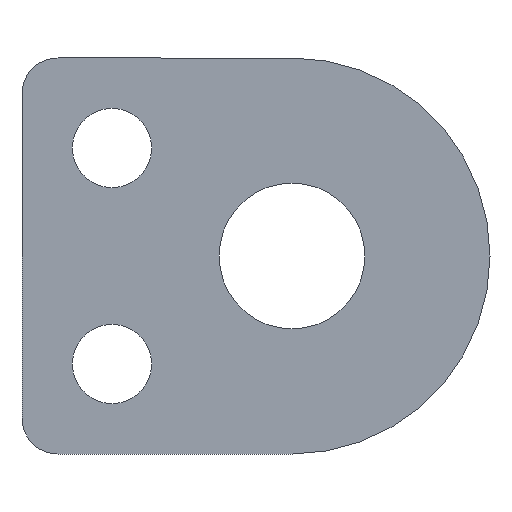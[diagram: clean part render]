
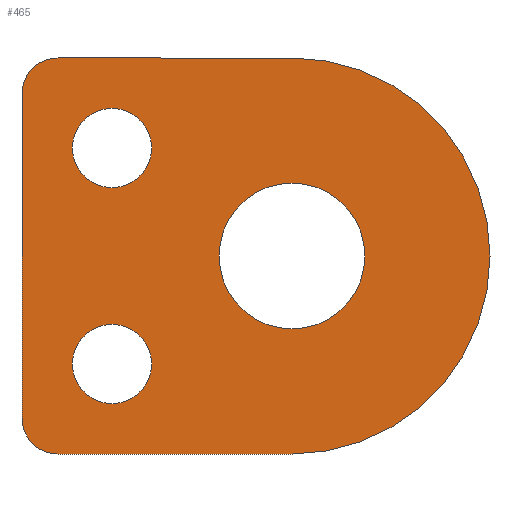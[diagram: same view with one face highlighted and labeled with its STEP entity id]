
A CAD part, left-side view. The second image highlights one B-rep face of the part: STEP entity #465.
In plain terms, the highlighted planar face has unit normal (-1, 0, 0).
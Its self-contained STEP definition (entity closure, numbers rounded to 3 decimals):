
#3 = CARTESIAN_POINT ( 'NONE',  ( 0., 0., 0. ) ) ;
#7 = VERTEX_POINT ( 'NONE', #338 ) ;
#10 = DIRECTION ( 'NONE',  ( 0., 0., 1. ) ) ;
#13 = AXIS2_PLACEMENT_3D ( 'NONE', #185, #221, #451 ) ;
#14 = CARTESIAN_POINT ( 'NONE',  ( 0., 10., -6. ) ) ;
#19 = CARTESIAN_POINT ( 'NONE',  ( 0., 10., -8.2 ) ) ;
#24 = CIRCLE ( 'NONE', #461, 2.2 ) ;
#40 = CIRCLE ( 'NONE', #256, 4.05 ) ;
#43 = DIRECTION ( 'NONE',  ( 1., 0., 0. ) ) ;
#52 = ORIENTED_EDGE ( 'NONE', *, *, #118, .T. ) ;
#53 = AXIS2_PLACEMENT_3D ( 'NONE', #402, #206, #207 ) ;
#57 = CARTESIAN_POINT ( 'NONE',  ( 0., 10., -3.8 ) ) ;
#58 = DIRECTION ( 'NONE',  ( -1., 0., 0. ) ) ;
#60 = CIRCLE ( 'NONE', #354, 2.2 ) ;
#71 = DIRECTION ( 'NONE',  ( 0., 0., 1. ) ) ;
#73 = DIRECTION ( 'NONE',  ( 0., 0., -1. ) ) ;
#74 = CIRCLE ( 'NONE', #148, 4.05 ) ;
#75 = VERTEX_POINT ( 'NONE', #112 ) ;
#78 = CARTESIAN_POINT ( 'NONE',  ( 0., 10., 6. ) ) ;
#80 = FACE_BOUND ( 'NONE', #130, .T. ) ;
#81 = ORIENTED_EDGE ( 'NONE', *, *, #273, .F. ) ;
#87 = DIRECTION ( 'NONE',  ( 0., 1., 0. ) ) ;
#97 = CARTESIAN_POINT ( 'NONE',  ( 0., 0., 4.05 ) ) ;
#108 = PLANE ( 'NONE',  #13 ) ;
#109 = EDGE_CURVE ( 'NONE', #232, #180, #412, .T. ) ;
#112 = CARTESIAN_POINT ( 'NONE',  ( 0., 13., 11. ) ) ;
#114 = DIRECTION ( 'NONE',  ( -1., 0., 0. ) ) ;
#118 = EDGE_CURVE ( 'NONE', #353, #390, #74, .T. ) ;
#121 = EDGE_CURVE ( 'NONE', #7, #234, #203, .T. ) ;
#129 = VECTOR ( 'NONE', #87, 1000. ) ;
#130 = EDGE_LOOP ( 'NONE', ( #425, #297 ) ) ;
#132 = CARTESIAN_POINT ( 'NONE',  ( 0., 0., -4.05 ) ) ;
#136 = VERTEX_POINT ( 'NONE', #396 ) ;
#142 = EDGE_CURVE ( 'NONE', #390, #353, #40, .T. ) ;
#143 = EDGE_CURVE ( 'NONE', #444, #179, #277, .T. ) ;
#148 = AXIS2_PLACEMENT_3D ( 'NONE', #3, #43, #321 ) ;
#149 = ORIENTED_EDGE ( 'NONE', *, *, #142, .T. ) ;
#163 = EDGE_CURVE ( 'NONE', #335, #343, #365, .T. ) ;
#165 = FACE_BOUND ( 'NONE', #340, .T. ) ;
#178 = DIRECTION ( 'NONE',  ( -1., 0., 0. ) ) ;
#179 = VERTEX_POINT ( 'NONE', #248 ) ;
#180 = VERTEX_POINT ( 'NONE', #468 ) ;
#182 = AXIS2_PLACEMENT_3D ( 'NONE', #212, #58, #475 ) ;
#185 = CARTESIAN_POINT ( 'NONE',  ( 0., 0., 0. ) ) ;
#187 = EDGE_LOOP ( 'NONE', ( #81, #372, #308, #301, #327, #329 ) ) ;
#196 = EDGE_CURVE ( 'NONE', #179, #136, #433, .T. ) ;
#199 = AXIS2_PLACEMENT_3D ( 'NONE', #238, #237, #282 ) ;
#202 = FACE_BOUND ( 'NONE', #366, .T. ) ;
#203 = LINE ( 'NONE', #278, #495 ) ;
#206 = DIRECTION ( 'NONE',  ( -1., 0., 0. ) ) ;
#207 = DIRECTION ( 'NONE',  ( 0., 0., 1. ) ) ;
#212 = CARTESIAN_POINT ( 'NONE',  ( 0., 13., -9. ) ) ;
#214 = EDGE_CURVE ( 'NONE', #75, #234, #481, .T. ) ;
#221 = DIRECTION ( 'NONE',  ( -1., 0., 0. ) ) ;
#223 = VECTOR ( 'NONE', #247, 1000. ) ;
#229 = AXIS2_PLACEMENT_3D ( 'NONE', #78, #114, #463 ) ;
#232 = VERTEX_POINT ( 'NONE', #404 ) ;
#234 = VERTEX_POINT ( 'NONE', #292 ) ;
#237 = DIRECTION ( 'NONE',  ( 1., 0., 0. ) ) ;
#238 = CARTESIAN_POINT ( 'NONE',  ( 0., 0., 0. ) ) ;
#247 = DIRECTION ( 'NONE',  ( 0., -1., 0. ) ) ;
#248 = CARTESIAN_POINT ( 'NONE',  ( 0., 0., -11. ) ) ;
#253 = CARTESIAN_POINT ( 'NONE',  ( 0., 10., 6. ) ) ;
#256 = AXIS2_PLACEMENT_3D ( 'NONE', #285, #460, #73 ) ;
#273 = EDGE_CURVE ( 'NONE', #75, #444, #339, .T. ) ;
#277 = CIRCLE ( 'NONE', #199, 11. ) ;
#278 = CARTESIAN_POINT ( 'NONE',  ( 0., 15., 11. ) ) ;
#282 = DIRECTION ( 'NONE',  ( 0., 0., 1. ) ) ;
#285 = CARTESIAN_POINT ( 'NONE',  ( 0., 0., 0. ) ) ;
#292 = CARTESIAN_POINT ( 'NONE',  ( 0., 15., 9. ) ) ;
#293 = EDGE_CURVE ( 'NONE', #7, #136, #453, .T. ) ;
#297 = ORIENTED_EDGE ( 'NONE', *, *, #398, .F. ) ;
#301 = ORIENTED_EDGE ( 'NONE', *, *, #293, .T. ) ;
#303 = DIRECTION ( 'NONE',  ( 0., 0., 1. ) ) ;
#308 = ORIENTED_EDGE ( 'NONE', *, *, #121, .F. ) ;
#319 = AXIS2_PLACEMENT_3D ( 'NONE', #14, #401, #10 ) ;
#321 = DIRECTION ( 'NONE',  ( 0., 0., -1. ) ) ;
#327 = ORIENTED_EDGE ( 'NONE', *, *, #196, .F. ) ;
#328 = CARTESIAN_POINT ( 'NONE',  ( 0., 15., -11. ) ) ;
#329 = ORIENTED_EDGE ( 'NONE', *, *, #143, .F. ) ;
#335 = VERTEX_POINT ( 'NONE', #19 ) ;
#336 = ORIENTED_EDGE ( 'NONE', *, *, #109, .F. ) ;
#338 = CARTESIAN_POINT ( 'NONE',  ( 0., 15., -9. ) ) ;
#339 = LINE ( 'NONE', #430, #223 ) ;
#340 = EDGE_LOOP ( 'NONE', ( #149, #52 ) ) ;
#341 = DIRECTION ( 'NONE',  ( 0., 0., 1. ) ) ;
#343 = VERTEX_POINT ( 'NONE', #57 ) ;
#347 = CARTESIAN_POINT ( 'NONE',  ( 0., 0., 11. ) ) ;
#353 = VERTEX_POINT ( 'NONE', #132 ) ;
#354 = AXIS2_PLACEMENT_3D ( 'NONE', #379, #178, #341 ) ;
#357 = FACE_OUTER_BOUND ( 'NONE', #187, .T. ) ;
#358 = EDGE_CURVE ( 'NONE', #180, #232, #24, .T. ) ;
#365 = CIRCLE ( 'NONE', #319, 2.2 ) ;
#366 = EDGE_LOOP ( 'NONE', ( #470, #336 ) ) ;
#372 = ORIENTED_EDGE ( 'NONE', *, *, #214, .T. ) ;
#379 = CARTESIAN_POINT ( 'NONE',  ( 0., 10., -6. ) ) ;
#390 = VERTEX_POINT ( 'NONE', #97 ) ;
#396 = CARTESIAN_POINT ( 'NONE',  ( 0., 13., -11. ) ) ;
#398 = EDGE_CURVE ( 'NONE', #343, #335, #60, .T. ) ;
#401 = DIRECTION ( 'NONE',  ( -1., 0., 0. ) ) ;
#402 = CARTESIAN_POINT ( 'NONE',  ( 0., 13., 9. ) ) ;
#404 = CARTESIAN_POINT ( 'NONE',  ( 0., 10., 8.2 ) ) ;
#412 = CIRCLE ( 'NONE', #229, 2.2 ) ;
#425 = ORIENTED_EDGE ( 'NONE', *, *, #163, .F. ) ;
#430 = CARTESIAN_POINT ( 'NONE',  ( 0., 0., 11. ) ) ;
#433 = LINE ( 'NONE', #328, #129 ) ;
#440 = DIRECTION ( 'NONE',  ( -1., 0., 0. ) ) ;
#444 = VERTEX_POINT ( 'NONE', #347 ) ;
#451 = DIRECTION ( 'NONE',  ( 0., 0., 1. ) ) ;
#453 = CIRCLE ( 'NONE', #182, 2. ) ;
#460 = DIRECTION ( 'NONE',  ( 1., 0., 0. ) ) ;
#461 = AXIS2_PLACEMENT_3D ( 'NONE', #253, #440, #303 ) ;
#463 = DIRECTION ( 'NONE',  ( 0., 0., 1. ) ) ;
#465 = ADVANCED_FACE ( 'NONE', ( #202, #80, #357, #165 ), #108, .T. ) ;
#468 = CARTESIAN_POINT ( 'NONE',  ( 0., 10., 3.8 ) ) ;
#470 = ORIENTED_EDGE ( 'NONE', *, *, #358, .F. ) ;
#475 = DIRECTION ( 'NONE',  ( 0., 0., 1. ) ) ;
#481 = CIRCLE ( 'NONE', #53, 2. ) ;
#495 = VECTOR ( 'NONE', #71, 1000. ) ;
